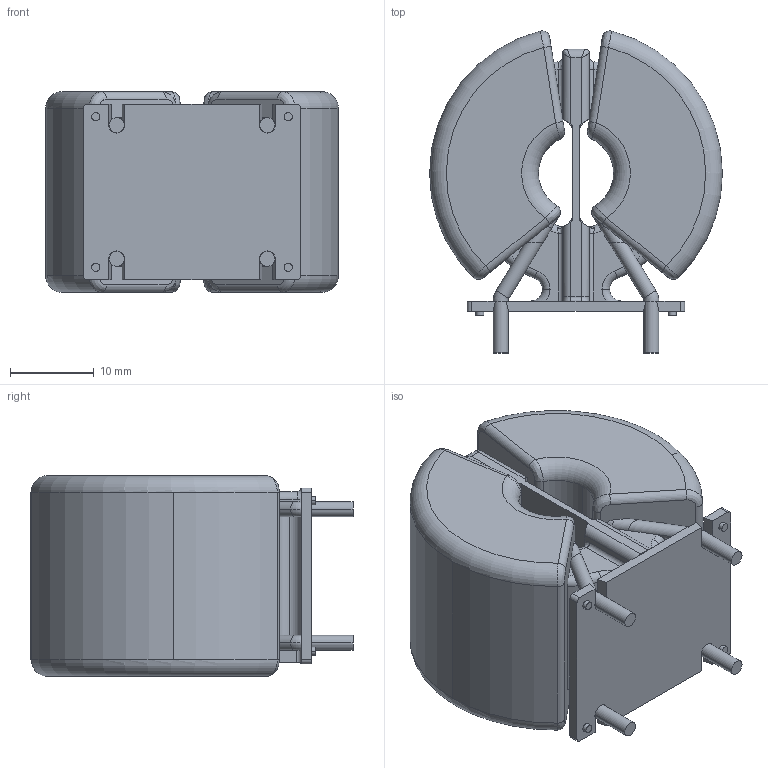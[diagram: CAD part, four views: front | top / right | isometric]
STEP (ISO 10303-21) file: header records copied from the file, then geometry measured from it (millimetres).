
FILE_DESCRIPTION (( 'STEP AP214' ), '1' );
FILE_NAME ('SC-20-03J.STEP', '2019-01-30T07:47:24', ( '' ), ( '' ), 'SwSTEP 2.0', 'SolidWorks 2018', '' );
FILE_SCHEMA (( 'AUTOMOTIVE_DESIGN' ));
Length unit declared in the file: millimetre
Products named in the file (1): SC-20-03J
Bounding box: 35 x 38.5 x 24 mm (x, y, z)
Volume: 18764.4 mm3; surface area: 8321.3 mm2
Topology: 1 solids, 1 shells, 374 faces, 1013 edges, 638 vertices
Faces by surface type: plane 166, cylinder 126, torus 36, bspline 34, cone 12
Entity records: 17693 total; most frequent: CARTESIAN_POINT 4446, ORIENTED_EDGE 2018, DIRECTION 1797, EDGE_CURVE 1009, VERTEX_POINT 638, AXIS2_PLACEMENT_3D 631, VECTOR 535, LINE 535
